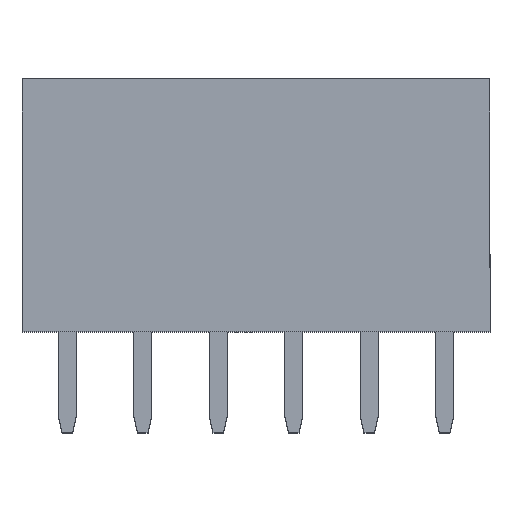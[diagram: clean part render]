
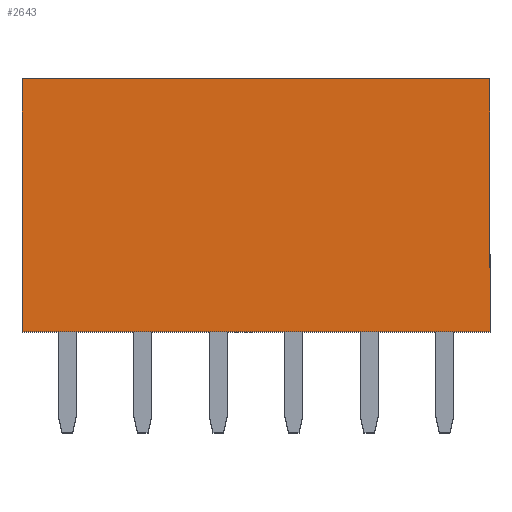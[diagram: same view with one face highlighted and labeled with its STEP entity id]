
A CAD part, top view. The second image highlights one B-rep face of the part: STEP entity #2643.
In plain terms, the highlighted planar face has unit normal (0, 0, 1).
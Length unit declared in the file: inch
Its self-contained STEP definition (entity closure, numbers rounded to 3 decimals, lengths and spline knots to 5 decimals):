
#4 = CARTESIAN_POINT ( 'NONE',  ( 0.31, 0., 0.1 ) ) ;
#127 = ORIENTED_EDGE ( 'NONE', *, *, #3997, .F. ) ;
#169 = LINE ( 'NONE', #1543, #4108 ) ;
#197 = DIRECTION ( 'NONE',  ( 0., 1., 0. ) ) ;
#253 = ORIENTED_EDGE ( 'NONE', *, *, #3350, .F. ) ;
#435 = CARTESIAN_POINT ( 'NONE',  ( -0.31, 0., 0.1 ) ) ;
#525 = CARTESIAN_POINT ( 'NONE',  ( -0.31, 0.335, 0.1 ) ) ;
#744 = CARTESIAN_POINT ( 'NONE',  ( -0.31, -0.65146, 0.1 ) ) ;
#924 = EDGE_LOOP ( 'NONE', ( #2497, #127, #253, #4030 ) ) ;
#1136 = AXIS2_PLACEMENT_3D ( 'NONE', #744, #1871, #1516 ) ;
#1246 = VERTEX_POINT ( 'NONE', #4 ) ;
#1276 = VECTOR ( 'NONE', #197, 39.37008 ) ;
#1502 = VECTOR ( 'NONE', #1732, 39.37008 ) ;
#1505 = VERTEX_POINT ( 'NONE', #2809 ) ;
#1516 = DIRECTION ( 'NONE',  ( 1., 0., 0. ) ) ;
#1519 = LINE ( 'NONE', #2901, #2441 ) ;
#1543 = CARTESIAN_POINT ( 'NONE',  ( -0.31, -0.65146, 0.1 ) ) ;
#1732 = DIRECTION ( 'NONE',  ( 1., 0., 0. ) ) ;
#1871 = DIRECTION ( 'NONE',  ( 0., 0., 1. ) ) ;
#1898 = DIRECTION ( 'NONE',  ( 0., 1., 0. ) ) ;
#2097 = CARTESIAN_POINT ( 'NONE',  ( 0.31, 0.335, 0.1 ) ) ;
#2203 = LINE ( 'NONE', #3300, #1276 ) ;
#2386 = EDGE_CURVE ( 'NONE', #1246, #1505, #2203, .T. ) ;
#2441 = VECTOR ( 'NONE', #3651, 39.37008 ) ;
#2497 = ORIENTED_EDGE ( 'NONE', *, *, #2386, .T. ) ;
#2582 = PLANE ( 'NONE',  #1136 ) ;
#2643 = ADVANCED_FACE ( 'NONE', ( #3879 ), #2582, .T. ) ;
#2677 = VERTEX_POINT ( 'NONE', #435 ) ;
#2809 = CARTESIAN_POINT ( 'NONE',  ( 0.31, 0.335, 0.1 ) ) ;
#2901 = CARTESIAN_POINT ( 'NONE',  ( -0.31, 0., 0.1 ) ) ;
#3300 = CARTESIAN_POINT ( 'NONE',  ( 0.31, -0.65146, 0.1 ) ) ;
#3350 = EDGE_CURVE ( 'NONE', #2677, #4080, #169, .T. ) ;
#3508 = LINE ( 'NONE', #2097, #1502 ) ;
#3651 = DIRECTION ( 'NONE',  ( -1., 0., 0. ) ) ;
#3662 = EDGE_CURVE ( 'NONE', #1246, #2677, #1519, .T. ) ;
#3879 = FACE_OUTER_BOUND ( 'NONE', #924, .T. ) ;
#3997 = EDGE_CURVE ( 'NONE', #4080, #1505, #3508, .T. ) ;
#4030 = ORIENTED_EDGE ( 'NONE', *, *, #3662, .F. ) ;
#4080 = VERTEX_POINT ( 'NONE', #525 ) ;
#4108 = VECTOR ( 'NONE', #1898, 39.37008 ) ;
